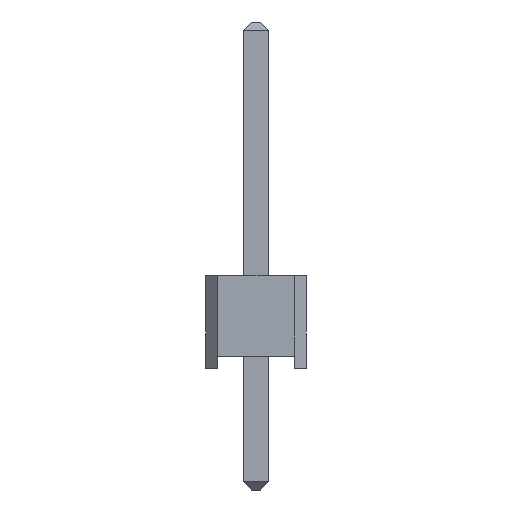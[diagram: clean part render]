
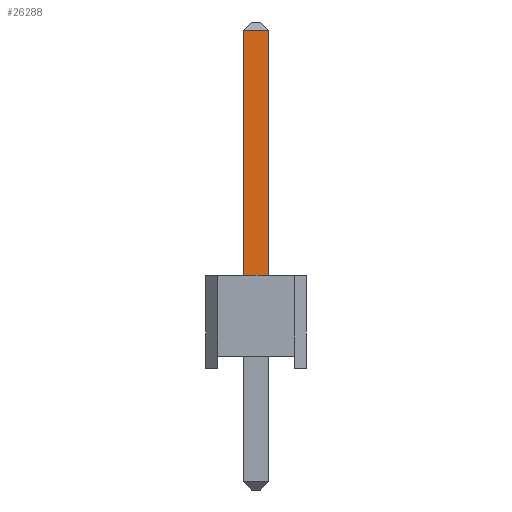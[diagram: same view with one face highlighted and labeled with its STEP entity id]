
A CAD part, left-side view. The second image highlights one B-rep face of the part: STEP entity #26288.
In plain terms, the highlighted planar face has unit normal (-1, 0, 0).
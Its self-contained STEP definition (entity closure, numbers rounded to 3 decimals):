
#22616 = PLANE('',#22617);
#22617 = AXIS2_PLACEMENT_3D('',#22618,#22619,#22620);
#22618 = CARTESIAN_POINT('',(-20.32,1.245,2.29));
#22619 = DIRECTION('',(0.,0.,1.));
#22620 = DIRECTION('',(1.,0.,0.));
#24528 = VERTEX_POINT('',#24529);
#24529 = CARTESIAN_POINT('',(-19.37,-0.32,2.29));
#24543 = PLANE('',#24544);
#24544 = AXIS2_PLACEMENT_3D('',#24545,#24546,#24547);
#24545 = CARTESIAN_POINT('',(-18.73,-0.32,-3.));
#24546 = DIRECTION('',(0.,-1.,0.));
#24547 = DIRECTION('',(0.,0.,-1.));
#24555 = EDGE_CURVE('',#24556,#24528,#24558,.T.);
#24556 = VERTEX_POINT('',#24557);
#24557 = CARTESIAN_POINT('',(-19.37,0.32,2.29));
#24558 = SURFACE_CURVE('',#24559,(#24563,#24570),.PCURVE_S1.);
#24559 = LINE('',#24560,#24561);
#24560 = CARTESIAN_POINT('',(-19.37,-0.32,2.29));
#24561 = VECTOR('',#24562,1.);
#24562 = DIRECTION('',(0.,-1.,0.));
#24563 = PCURVE('',#22616,#24564);
#24564 = DEFINITIONAL_REPRESENTATION('',(#24565),#24569);
#24565 = LINE('',#24566,#24567);
#24566 = CARTESIAN_POINT('',(0.95,-1.565));
#24567 = VECTOR('',#24568,1.);
#24568 = DIRECTION('',(0.,-1.));
#24569 = ( GEOMETRIC_REPRESENTATION_CONTEXT(2) 
PARAMETRIC_REPRESENTATION_CONTEXT() REPRESENTATION_CONTEXT('2D SPACE',''
  ) );
#24570 = PCURVE('',#24571,#24576);
#24571 = PLANE('',#24572);
#24572 = AXIS2_PLACEMENT_3D('',#24573,#24574,#24575);
#24573 = CARTESIAN_POINT('',(-19.37,-0.32,-3.));
#24574 = DIRECTION('',(-1.,0.,0.));
#24575 = DIRECTION('',(0.,0.,1.));
#24576 = DEFINITIONAL_REPRESENTATION('',(#24577),#24581);
#24577 = LINE('',#24578,#24579);
#24578 = CARTESIAN_POINT('',(5.29,0.));
#24579 = VECTOR('',#24580,1.);
#24580 = DIRECTION('',(0.,-1.));
#24581 = ( GEOMETRIC_REPRESENTATION_CONTEXT(2) 
PARAMETRIC_REPRESENTATION_CONTEXT() REPRESENTATION_CONTEXT('2D SPACE',''
  ) );
#24597 = PLANE('',#24598);
#24598 = AXIS2_PLACEMENT_3D('',#24599,#24600,#24601);
#24599 = CARTESIAN_POINT('',(-19.37,0.32,-3.));
#24600 = DIRECTION('',(0.,1.,0.));
#24601 = DIRECTION('',(0.,0.,1.));
#26184 = EDGE_CURVE('',#24528,#26185,#26187,.T.);
#26185 = VERTEX_POINT('',#26186);
#26186 = CARTESIAN_POINT('',(-19.37,-0.32,8.34));
#26187 = SURFACE_CURVE('',#26188,(#26192,#26199),.PCURVE_S1.);
#26188 = LINE('',#26189,#26190);
#26189 = CARTESIAN_POINT('',(-19.37,-0.32,-3.));
#26190 = VECTOR('',#26191,1.);
#26191 = DIRECTION('',(0.,0.,1.));
#26192 = PCURVE('',#24543,#26193);
#26193 = DEFINITIONAL_REPRESENTATION('',(#26194),#26198);
#26194 = LINE('',#26195,#26196);
#26195 = CARTESIAN_POINT('',(0.,-0.64));
#26196 = VECTOR('',#26197,1.);
#26197 = DIRECTION('',(-1.,0.));
#26198 = ( GEOMETRIC_REPRESENTATION_CONTEXT(2) 
PARAMETRIC_REPRESENTATION_CONTEXT() REPRESENTATION_CONTEXT('2D SPACE',''
  ) );
#26199 = PCURVE('',#24571,#26200);
#26200 = DEFINITIONAL_REPRESENTATION('',(#26201),#26205);
#26201 = LINE('',#26202,#26203);
#26202 = CARTESIAN_POINT('',(0.,0.));
#26203 = VECTOR('',#26204,1.);
#26204 = DIRECTION('',(1.,0.));
#26205 = ( GEOMETRIC_REPRESENTATION_CONTEXT(2) 
PARAMETRIC_REPRESENTATION_CONTEXT() REPRESENTATION_CONTEXT('2D SPACE',''
  ) );
#26239 = VERTEX_POINT('',#26240);
#26240 = CARTESIAN_POINT('',(-19.37,0.32,8.34));
#26268 = EDGE_CURVE('',#24556,#26239,#26269,.T.);
#26269 = SURFACE_CURVE('',#26270,(#26274,#26281),.PCURVE_S1.);
#26270 = LINE('',#26271,#26272);
#26271 = CARTESIAN_POINT('',(-19.37,0.32,-3.));
#26272 = VECTOR('',#26273,1.);
#26273 = DIRECTION('',(0.,0.,1.));
#26274 = PCURVE('',#24597,#26275);
#26275 = DEFINITIONAL_REPRESENTATION('',(#26276),#26280);
#26276 = LINE('',#26277,#26278);
#26277 = CARTESIAN_POINT('',(0.,0.));
#26278 = VECTOR('',#26279,1.);
#26279 = DIRECTION('',(1.,0.));
#26280 = ( GEOMETRIC_REPRESENTATION_CONTEXT(2) 
PARAMETRIC_REPRESENTATION_CONTEXT() REPRESENTATION_CONTEXT('2D SPACE',''
  ) );
#26281 = PCURVE('',#24571,#26282);
#26282 = DEFINITIONAL_REPRESENTATION('',(#26283),#26287);
#26283 = LINE('',#26284,#26285);
#26284 = CARTESIAN_POINT('',(0.,0.64));
#26285 = VECTOR('',#26286,1.);
#26286 = DIRECTION('',(1.,0.));
#26287 = ( GEOMETRIC_REPRESENTATION_CONTEXT(2) 
PARAMETRIC_REPRESENTATION_CONTEXT() REPRESENTATION_CONTEXT('2D SPACE',''
  ) );
#26288 = ADVANCED_FACE('',(#26289),#24571,.T.);
#26289 = FACE_BOUND('',#26290,.T.);
#26290 = EDGE_LOOP('',(#26291,#26292,#26293,#26294));
#26291 = ORIENTED_EDGE('',*,*,#26268,.F.);
#26292 = ORIENTED_EDGE('',*,*,#24555,.T.);
#26293 = ORIENTED_EDGE('',*,*,#26184,.T.);
#26294 = ORIENTED_EDGE('',*,*,#26295,.T.);
#26295 = EDGE_CURVE('',#26185,#26239,#26296,.T.);
#26296 = SURFACE_CURVE('',#26297,(#26301,#26308),.PCURVE_S1.);
#26297 = LINE('',#26298,#26299);
#26298 = CARTESIAN_POINT('',(-19.37,-0.32,8.34));
#26299 = VECTOR('',#26300,1.);
#26300 = DIRECTION('',(0.,1.,0.));
#26301 = PCURVE('',#24571,#26302);
#26302 = DEFINITIONAL_REPRESENTATION('',(#26303),#26307);
#26303 = LINE('',#26304,#26305);
#26304 = CARTESIAN_POINT('',(11.34,0.));
#26305 = VECTOR('',#26306,1.);
#26306 = DIRECTION('',(0.,1.));
#26307 = ( GEOMETRIC_REPRESENTATION_CONTEXT(2) 
PARAMETRIC_REPRESENTATION_CONTEXT() REPRESENTATION_CONTEXT('2D SPACE',''
  ) );
#26308 = PCURVE('',#26309,#26314);
#26309 = PLANE('',#26310);
#26310 = AXIS2_PLACEMENT_3D('',#26311,#26312,#26313);
#26311 = CARTESIAN_POINT('',(-19.27,-0.32,8.44));
#26312 = DIRECTION('',(-0.707,0.,0.707));
#26313 = DIRECTION('',(0.707,0.,0.707));
#26314 = DEFINITIONAL_REPRESENTATION('',(#26315),#26319);
#26315 = LINE('',#26316,#26317);
#26316 = CARTESIAN_POINT('',(-0.141,0.));
#26317 = VECTOR('',#26318,1.);
#26318 = DIRECTION('',(0.,1.));
#26319 = ( GEOMETRIC_REPRESENTATION_CONTEXT(2) 
PARAMETRIC_REPRESENTATION_CONTEXT() REPRESENTATION_CONTEXT('2D SPACE',''
  ) );
